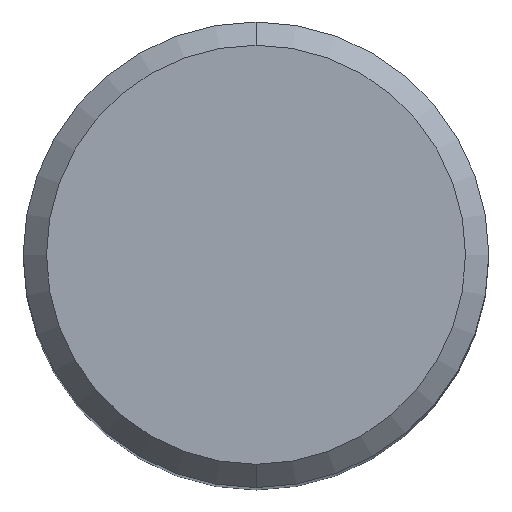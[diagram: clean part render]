
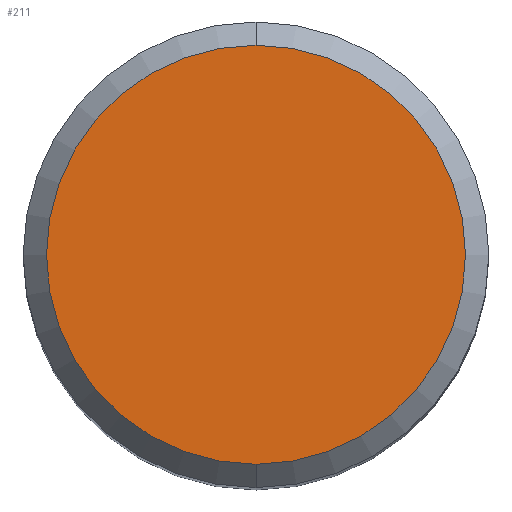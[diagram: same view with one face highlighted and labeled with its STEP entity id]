
A CAD part, top view. The second image highlights one B-rep face of the part: STEP entity #211.
In plain terms, the highlighted planar face has unit normal (0, 0, 1).
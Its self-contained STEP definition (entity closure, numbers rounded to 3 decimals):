
#199=VERTEX_POINT('',#510);
#211=ADVANCED_FACE('',(#522),#523,.T.);
#311=EDGE_CURVE('',#411,#199,#631,.T.);
#403=EDGE_CURVE('',#199,#411,#732,.T.);
#411=VERTEX_POINT('',#740);
#510=CARTESIAN_POINT('',(0.0,7.2,0.0));
#522=FACE_OUTER_BOUND('',#907,.T.);
#523=PLANE('',#908);
#631=CIRCLE('',#1176,7.2);
#732=CIRCLE('',#1373,7.2);
#740=CARTESIAN_POINT('',(0.,-7.2,0.0));
#907=EDGE_LOOP('',(#1549,#1550));
#908=AXIS2_PLACEMENT_3D('',#1551,#1552,#1553);
#1176=AXIS2_PLACEMENT_3D('',#1669,#1670,#1671);
#1373=AXIS2_PLACEMENT_3D('',#1778,#1779,#1780);
#1549=ORIENTED_EDGE('',*,*,#403,.F.);
#1550=ORIENTED_EDGE('',*,*,#311,.F.);
#1551=CARTESIAN_POINT('',(0.0,3.6,0.0));
#1552=DIRECTION('',(-0.0,0.0,1.0));
#1553=DIRECTION('',(0.0,-1.0,0.0));
#1669=CARTESIAN_POINT('',(0.0,0.0,0.0));
#1670=DIRECTION('',(0.0,0.0,-1.0));
#1671=DIRECTION('',(0.0,1.0,0.0));
#1778=CARTESIAN_POINT('',(0.0,0.0,0.0));
#1779=DIRECTION('',(0.0,0.0,-1.0));
#1780=DIRECTION('',(0.0,1.0,0.0));
